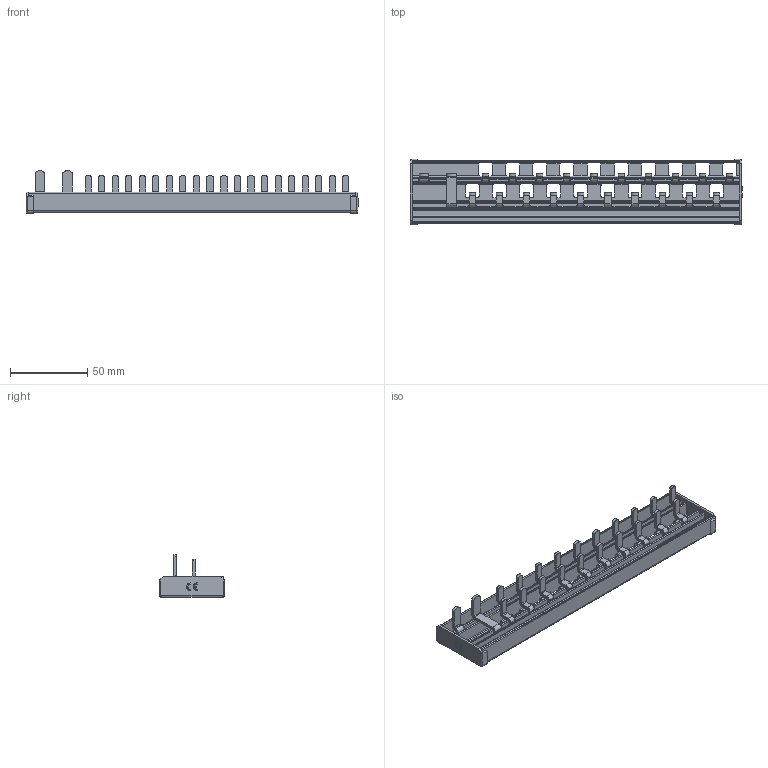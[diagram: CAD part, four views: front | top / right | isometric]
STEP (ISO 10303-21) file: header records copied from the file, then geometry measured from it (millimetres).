
FILE_DESCRIPTION(/* description */ (''),/* implementation_level */ '2;1');
FILE_NAME(/* name */ '5ST3784-0KL_v.stp',/* time_stamp */ '2018-12-05T10:27:50+01:00',/* author */ (''),/* organization */ (''),/* preprocessor_version */ 'ST-DEVELOPER v16.7',/* originating_system */ 'SIEMENS PLM Software NX 12.0',/* authorisation */ '');
FILE_SCHEMA (('AUTOMOTIVE_DESIGN { 1 0 10303 214 3 1 1 1 }'));
Length unit declared in the file: millimetre
Products named in the file (1): 5ST3 784-0KL_stp
Bounding box: 215.3 x 42.4 x 27.8 mm (x, y, z)
Volume: 34940.9 mm3; surface area: 56177.7 mm2
Topology: 1 solids, 1 shells, 851 faces, 2354 edges, 1480 vertices
Faces by surface type: plane 523, cylinder 320, cone 4, bspline 4
Entity records: 32910 total; most frequent: CARTESIAN_POINT 12228, ORIENTED_EDGE 4708, EDGE_CURVE 2354, B_SPLINE_CURVE_WITH_KNOTS 2290, DIRECTION 1760, VERTEX_POINT 1480, EDGE_LOOP 866, ADVANCED_FACE 851
